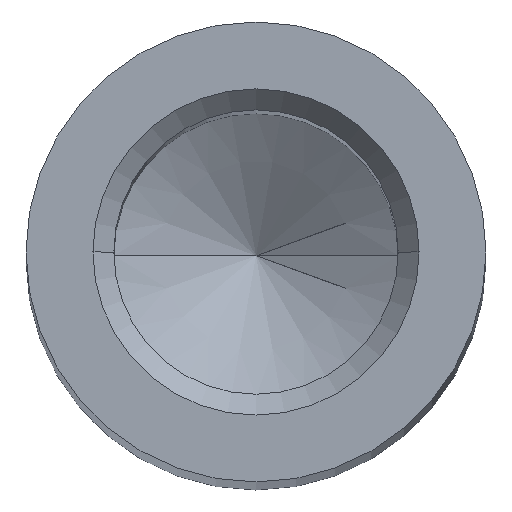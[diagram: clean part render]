
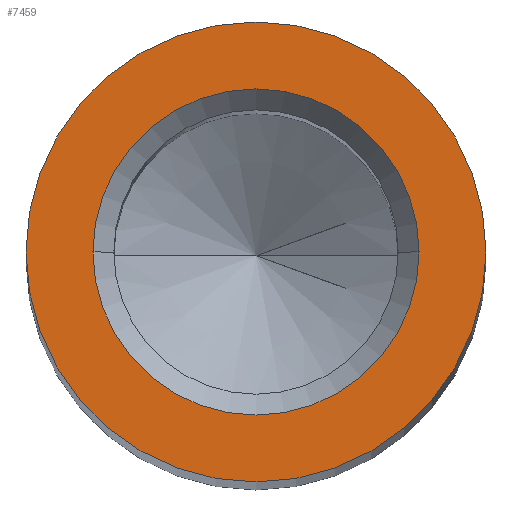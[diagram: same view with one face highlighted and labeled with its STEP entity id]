
A CAD part, top view. The second image highlights one B-rep face of the part: STEP entity #7459.
In plain terms, the highlighted planar face has unit normal (0, 0, 1).
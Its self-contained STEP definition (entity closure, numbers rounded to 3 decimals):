
#1092 = EDGE_CURVE ( 'NONE', #3403, #10276, #12849, .T. ) ;
#1583 = VERTEX_POINT ( 'NONE', #11460 ) ;
#2305 = ORIENTED_EDGE ( 'NONE', *, *, #5766, .T. ) ;
#2691 = DIRECTION ( 'NONE',  ( 1., 0., 0. ) ) ;
#3323 = EDGE_LOOP ( 'NONE', ( #6755, #10110 ) ) ;
#3403 = VERTEX_POINT ( 'NONE', #12209 ) ;
#3497 = CARTESIAN_POINT ( 'NONE',  ( 0., 0., 55. ) ) ;
#3641 = PLANE ( 'NONE',  #6581 ) ;
#4026 = FACE_BOUND ( 'NONE', #3323, .T. ) ;
#4074 = DIRECTION ( 'NONE',  ( 0., 0., 1. ) ) ;
#4592 = DIRECTION ( 'NONE',  ( 1., 0., 0. ) ) ;
#5112 = DIRECTION ( 'NONE',  ( 1., 0., 0. ) ) ;
#5766 = EDGE_CURVE ( 'NONE', #10276, #3403, #10906, .T. ) ;
#6218 = DIRECTION ( 'NONE',  ( 0., 0., -1. ) ) ;
#6581 = AXIS2_PLACEMENT_3D ( 'NONE', #6868, #9259, #9171 ) ;
#6717 = DIRECTION ( 'NONE',  ( 1., 0., 0. ) ) ;
#6755 = ORIENTED_EDGE ( 'NONE', *, *, #10124, .T. ) ;
#6868 = CARTESIAN_POINT ( 'NONE',  ( 0., 0., 55. ) ) ;
#7150 = EDGE_LOOP ( 'NONE', ( #14578, #2305 ) ) ;
#7169 = AXIS2_PLACEMENT_3D ( 'NONE', #11896, #4074, #5112 ) ;
#7459 = ADVANCED_FACE ( 'NONE', ( #4026, #12366 ), #3641, .T. ) ;
#7679 = CIRCLE ( 'NONE', #13911, 3.9 ) ;
#8508 = EDGE_CURVE ( 'NONE', #1583, #14412, #7679, .T. ) ;
#9017 = DIRECTION ( 'NONE',  ( 0., 0., -1. ) ) ;
#9118 = DIRECTION ( 'NONE',  ( 0., 0., 1. ) ) ;
#9171 = DIRECTION ( 'NONE',  ( 1., 0., 0. ) ) ;
#9212 = CARTESIAN_POINT ( 'NONE',  ( 5.5, 0., 55. ) ) ;
#9259 = DIRECTION ( 'NONE',  ( 0., 0., 1. ) ) ;
#9895 = CARTESIAN_POINT ( 'NONE',  ( 3.9, 0., 55. ) ) ;
#10037 = AXIS2_PLACEMENT_3D ( 'NONE', #10298, #9017, #4592 ) ;
#10110 = ORIENTED_EDGE ( 'NONE', *, *, #8508, .T. ) ;
#10124 = EDGE_CURVE ( 'NONE', #14412, #1583, #10682, .T. ) ;
#10276 = VERTEX_POINT ( 'NONE', #9212 ) ;
#10298 = CARTESIAN_POINT ( 'NONE',  ( 0., 0., 55. ) ) ;
#10682 = CIRCLE ( 'NONE', #10037, 3.9 ) ;
#10906 = CIRCLE ( 'NONE', #12753, 5.5 ) ;
#11460 = CARTESIAN_POINT ( 'NONE',  ( -3.9, 0., 55. ) ) ;
#11826 = CARTESIAN_POINT ( 'NONE',  ( 0., 0., 55. ) ) ;
#11896 = CARTESIAN_POINT ( 'NONE',  ( 0., 0., 55. ) ) ;
#12209 = CARTESIAN_POINT ( 'NONE',  ( -5.5, 0., 55. ) ) ;
#12366 = FACE_OUTER_BOUND ( 'NONE', #7150, .T. ) ;
#12753 = AXIS2_PLACEMENT_3D ( 'NONE', #3497, #9118, #6717 ) ;
#12849 = CIRCLE ( 'NONE', #7169, 5.5 ) ;
#13911 = AXIS2_PLACEMENT_3D ( 'NONE', #11826, #6218, #2691 ) ;
#14412 = VERTEX_POINT ( 'NONE', #9895 ) ;
#14578 = ORIENTED_EDGE ( 'NONE', *, *, #1092, .T. ) ;
